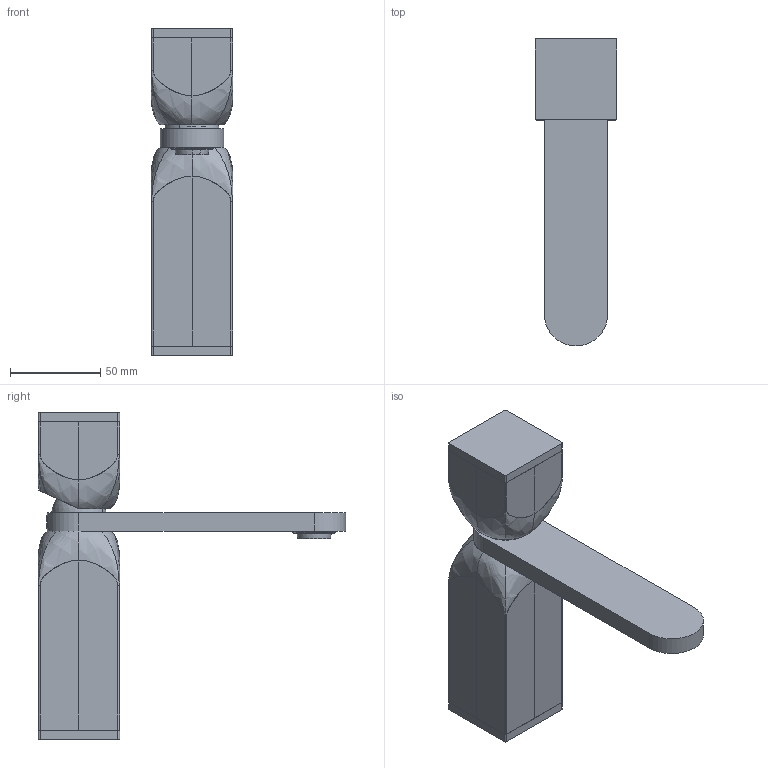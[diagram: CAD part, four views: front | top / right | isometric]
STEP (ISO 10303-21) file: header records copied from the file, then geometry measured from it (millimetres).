
FILE_DESCRIPTION(('CATIA V5 STEP Exchange','CAx-IF Rec.Pracs.--- Model Styling and Organization---1.5--- 2016-08-15','CAx-IF Rec.Pracs.---Supplemental Geometry---1.0---2011-11-01','CAx-IF Rec.Pracs.--- Composite Materials ---3.4---2017-06-13','CAx-IF Rec.Pracs.---Tessellated 3D Geometry---1.0---2015-12-17'),'2;1');
FILE_NAME('RM000494.stp','2023-01-26T09:01:05+00:00',('none'),('none'),'CATIA Version 5-6 Release 2020 SP2','CATIA V5 STEP AP242 v2','none');
FILE_SCHEMA(('AP242_MANAGED_MODEL_BASED_3D_ENGINEERING_MIM_LF {1 0 10303 442 1 1 4}'));
Length unit declared in the file: millimetre
Products named in the file (1): RM000494
Bounding box: 45.02 x 170.01 x 180.3 mm (x, y, z)
Volume: 4896.7 mm3; surface area: 49088 mm2
Topology: 3 solids, 87 shells, 174 faces, 663 edges, 587 vertices
Faces by surface type: plane 72, cylinder 46, cone 18, bspline 16, extrusion 16, revolution 4, sphere 2
Entity records: 21715 total; most frequent: CARTESIAN_POINT 16599, ORIENTED_EDGE 889, DIRECTION 688, EDGE_CURVE 663, VERTEX_POINT 587, VECTOR 305, LINE 289, AXIS2_PLACEMENT_3D 284
